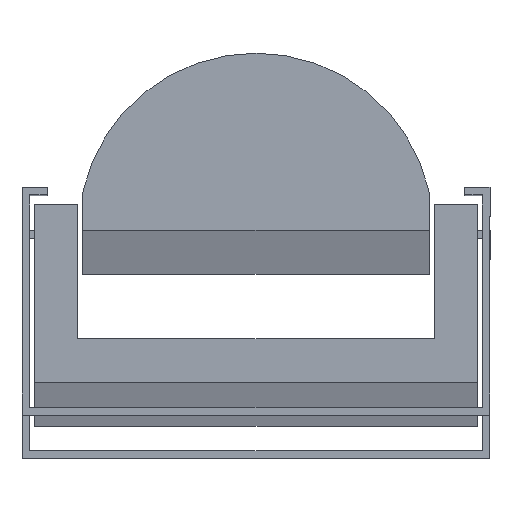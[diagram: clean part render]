
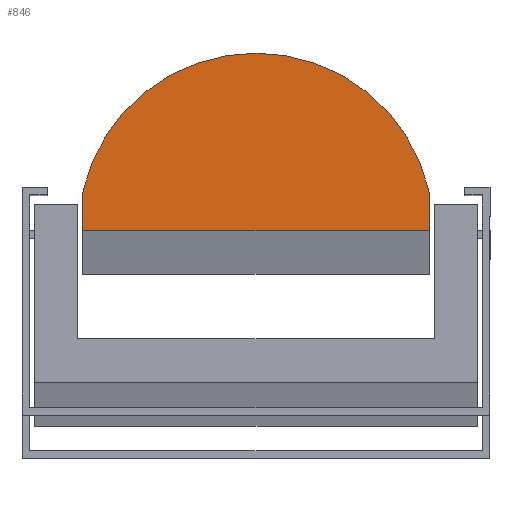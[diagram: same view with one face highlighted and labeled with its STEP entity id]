
A CAD part, top view. The second image highlights one B-rep face of the part: STEP entity #846.
In plain terms, the highlighted planar face has unit normal (0, 0, 1).
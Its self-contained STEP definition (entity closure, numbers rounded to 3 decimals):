
#52=PLANE('',#914);
#97=FACE_OUTER_BOUND('',#145,.T.);
#145=EDGE_LOOP('',(#726,#727,#728,#729));
#227=LINE('',#1292,#335);
#231=LINE('',#1301,#339);
#234=LINE('',#1308,#342);
#335=VECTOR('',#1057,10.);
#339=VECTOR('',#1063,10.);
#342=VECTOR('',#1074,10.);
#384=CIRCLE('',#912,7.016);
#433=VERTEX_POINT('',#1289);
#434=VERTEX_POINT('',#1291);
#437=VERTEX_POINT('',#1298);
#438=VERTEX_POINT('',#1300);
#532=EDGE_CURVE('',#433,#434,#227,.T.);
#536=EDGE_CURVE('',#438,#437,#231,.T.);
#539=EDGE_CURVE('',#438,#433,#384,.T.);
#541=EDGE_CURVE('',#437,#434,#234,.T.);
#726=ORIENTED_EDGE('',*,*,#541,.T.);
#727=ORIENTED_EDGE('',*,*,#532,.F.);
#728=ORIENTED_EDGE('',*,*,#539,.F.);
#729=ORIENTED_EDGE('',*,*,#536,.T.);
#846=ADVANCED_FACE('',(#97),#52,.T.);
#912=AXIS2_PLACEMENT_3D('',#1305,#1069,#1070);
#914=AXIS2_PLACEMENT_3D('',#1309,#1075,#1076);
#1057=DIRECTION('',(0.,-1.,0.));
#1063=DIRECTION('',(0.,-1.,0.));
#1069=DIRECTION('center_axis',(0.,0.,-1.));
#1070=DIRECTION('ref_axis',(0.,1.,0.));
#1074=DIRECTION('',(1.,0.,0.));
#1075=DIRECTION('center_axis',(0.,0.,1.));
#1076=DIRECTION('ref_axis',(1.,0.,0.));
#1289=CARTESIAN_POINT('',(6.85,7.5,1000.));
#1291=CARTESIAN_POINT('',(6.85,6.,1000.));
#1292=CARTESIAN_POINT('',(6.85,7.5,1000.));
#1298=CARTESIAN_POINT('',(-6.85,6.,1000.));
#1300=CARTESIAN_POINT('',(-6.85,7.5,1000.));
#1301=CARTESIAN_POINT('',(-6.85,7.5,1000.));
#1305=CARTESIAN_POINT('Origin',(0.,5.984,1000.));
#1308=CARTESIAN_POINT('',(-6.85,6.,1000.));
#1309=CARTESIAN_POINT('Origin',(-3.425,9.5,1000.));
